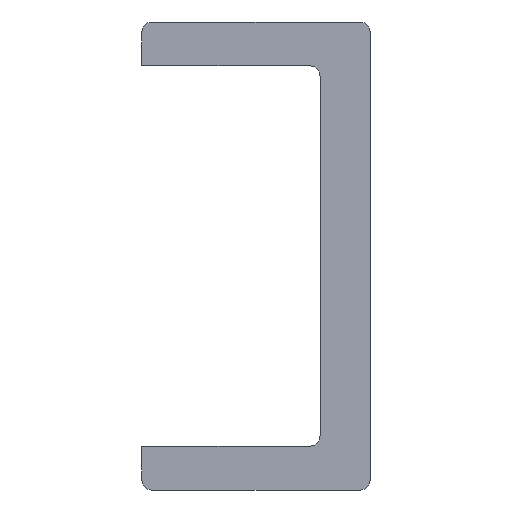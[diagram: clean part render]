
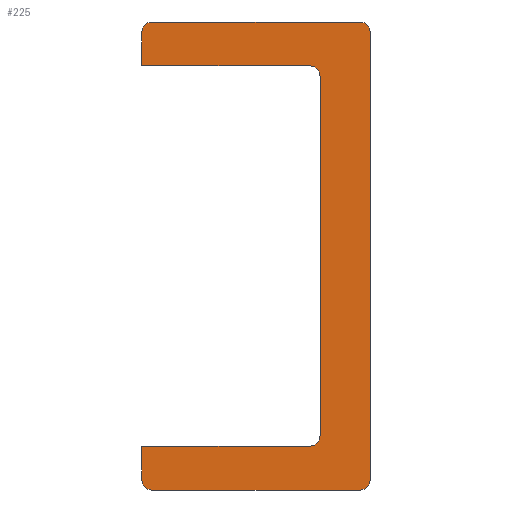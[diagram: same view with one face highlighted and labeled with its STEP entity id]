
A CAD part, front view. The second image highlights one B-rep face of the part: STEP entity #225.
In plain terms, the highlighted planar face has unit normal (0, -1, 0).
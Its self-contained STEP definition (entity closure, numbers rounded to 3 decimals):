
#225 = ADVANCED_FACE( '', ( #526 ), #527, .F. );
#526 = FACE_OUTER_BOUND( '', #931, .T. );
#527 = PLANE( '', #932 );
#931 = EDGE_LOOP( '', ( #1464, #1465, #1466, #1467, #1468, #1469, #1470, #1471, #1472, #1473, #1474, #1475, #1476, #1477 ) );
#932 = AXIS2_PLACEMENT_3D( '', #1478, #1479, #1480 );
#1464 = ORIENTED_EDGE( '', *, *, #1923, .F. );
#1465 = ORIENTED_EDGE( '', *, *, #1841, .T. );
#1466 = ORIENTED_EDGE( '', *, *, #1924, .F. );
#1467 = ORIENTED_EDGE( '', *, *, #1851, .T. );
#1468 = ORIENTED_EDGE( '', *, *, #1925, .F. );
#1469 = ORIENTED_EDGE( '', *, *, #1887, .F. );
#1470 = ORIENTED_EDGE( '', *, *, #1895, .F. );
#1471 = ORIENTED_EDGE( '', *, *, #1926, .F. );
#1472 = ORIENTED_EDGE( '', *, *, #1911, .F. );
#1473 = ORIENTED_EDGE( '', *, *, #1927, .F. );
#1474 = ORIENTED_EDGE( '', *, *, #1928, .F. );
#1475 = ORIENTED_EDGE( '', *, *, #1846, .T. );
#1476 = ORIENTED_EDGE( '', *, *, #1909, .F. );
#1477 = ORIENTED_EDGE( '', *, *, #1780, .T. );
#1478 = CARTESIAN_POINT( '', ( -10.5, 0., 21.5 ) );
#1479 = DIRECTION( '', ( 0., 1., 0. ) );
#1480 = DIRECTION( '', ( 0., 0., 1. ) );
#1780 = EDGE_CURVE( '', #2024, #2022, #2025, .F. );
#1841 = EDGE_CURVE( '', #2124, #2122, #2125, .F. );
#1846 = EDGE_CURVE( '', #2133, #2131, #2134, .F. );
#1851 = EDGE_CURVE( '', #2142, #2140, #2143, .F. );
#1887 = EDGE_CURVE( '', #2198, #2199, #2200, .T. );
#1895 = EDGE_CURVE( '', #2212, #2198, #2213, .T. );
#1909 = EDGE_CURVE( '', #2024, #2131, #2233, .T. );
#1911 = EDGE_CURVE( '', #2235, #2236, #2237, .T. );
#1923 = EDGE_CURVE( '', #2124, #2022, #2255, .T. );
#1924 = EDGE_CURVE( '', #2142, #2122, #2256, .T. );
#1925 = EDGE_CURVE( '', #2199, #2140, #2257, .T. );
#1926 = EDGE_CURVE( '', #2236, #2212, #2258, .T. );
#1927 = EDGE_CURVE( '', #2259, #2235, #2260, .T. );
#1928 = EDGE_CURVE( '', #2133, #2259, #2261, .T. );
#2022 = VERTEX_POINT( '', #2383 );
#2024 = VERTEX_POINT( '', #2386 );
#2025 = CIRCLE( '', #2387, 0.9 );
#2122 = VERTEX_POINT( '', #2485 );
#2124 = VERTEX_POINT( '', #2488 );
#2125 = CIRCLE( '', #2489, 0.9 );
#2131 = VERTEX_POINT( '', #2496 );
#2133 = VERTEX_POINT( '', #2499 );
#2134 = CIRCLE( '', #2500, 0.9 );
#2140 = VERTEX_POINT( '', #2507 );
#2142 = VERTEX_POINT( '', #2510 );
#2143 = CIRCLE( '', #2511, 0.9 );
#2198 = VERTEX_POINT( '', #2567 );
#2199 = VERTEX_POINT( '', #2568 );
#2200 = LINE( '', #2569, #2570 );
#2212 = VERTEX_POINT( '', #2585 );
#2213 = CIRCLE( '', #2586, 1. );
#2233 = LINE( '', #2608, #2609 );
#2235 = VERTEX_POINT( '', #2611 );
#2236 = VERTEX_POINT( '', #2612 );
#2237 = CIRCLE( '', #2613, 1. );
#2255 = LINE( '', #2633, #2634 );
#2256 = LINE( '', #2635, #2636 );
#2257 = LINE( '', #2637, #2638 );
#2258 = LINE( '', #2639, #2640 );
#2259 = VERTEX_POINT( '', #2641 );
#2260 = LINE( '', #2642, #2643 );
#2261 = LINE( '', #2644, #2645 );
#2383 = CARTESIAN_POINT( '', ( 10.5, 0., -20.6 ) );
#2386 = CARTESIAN_POINT( '', ( 9.6, 0., -21.5 ) );
#2387 = AXIS2_PLACEMENT_3D( '', #2778, #2779, #2780 );
#2485 = CARTESIAN_POINT( '', ( 9.6, 0., 21.5 ) );
#2488 = CARTESIAN_POINT( '', ( 10.5, 0., 20.6 ) );
#2489 = AXIS2_PLACEMENT_3D( '', #2891, #2892, #2893 );
#2496 = CARTESIAN_POINT( '', ( -9.6, 0., -21.5 ) );
#2499 = CARTESIAN_POINT( '', ( -10.5, 0., -20.6 ) );
#2500 = AXIS2_PLACEMENT_3D( '', #2899, #2900, #2901 );
#2507 = CARTESIAN_POINT( '', ( -10.5, 0., 20.6 ) );
#2510 = CARTESIAN_POINT( '', ( -9.6, 0., 21.5 ) );
#2511 = AXIS2_PLACEMENT_3D( '', #2907, #2908, #2909 );
#2567 = CARTESIAN_POINT( '', ( 4.9, 0., 17.5 ) );
#2568 = CARTESIAN_POINT( '', ( -10.5, 0., 17.5 ) );
#2569 = CARTESIAN_POINT( '', ( 4.9, 0., 17.5 ) );
#2570 = VECTOR( '', #2968, 1000. );
#2585 = CARTESIAN_POINT( '', ( 5.9, 0., 16.5 ) );
#2586 = AXIS2_PLACEMENT_3D( '', #2978, #2979, #2980 );
#2608 = CARTESIAN_POINT( '', ( 10.5, 0., -21.5 ) );
#2609 = VECTOR( '', #3001, 1000. );
#2611 = CARTESIAN_POINT( '', ( 4.9, 0., -17.5 ) );
#2612 = CARTESIAN_POINT( '', ( 5.9, 0., -16.5 ) );
#2613 = AXIS2_PLACEMENT_3D( '', #3002, #3003, #3004 );
#2633 = CARTESIAN_POINT( '', ( 10.5, 0., 21.5 ) );
#2634 = VECTOR( '', #3022, 1000. );
#2635 = CARTESIAN_POINT( '', ( -10.5, 0., 21.5 ) );
#2636 = VECTOR( '', #3023, 1000. );
#2637 = CARTESIAN_POINT( '', ( -10.5, 0., -21.5 ) );
#2638 = VECTOR( '', #3024, 1000. );
#2639 = CARTESIAN_POINT( '', ( 5.9, 0., 16.5 ) );
#2640 = VECTOR( '', #3025, 1000. );
#2641 = CARTESIAN_POINT( '', ( -10.5, 0., -17.5 ) );
#2642 = CARTESIAN_POINT( '', ( 4.9, 0., -17.5 ) );
#2643 = VECTOR( '', #3026, 1000. );
#2644 = CARTESIAN_POINT( '', ( -10.5, 0., -21.5 ) );
#2645 = VECTOR( '', #3027, 1000. );
#2778 = CARTESIAN_POINT( '', ( 9.6, 0., -20.6 ) );
#2779 = DIRECTION( '', ( 0., 1., 0. ) );
#2780 = DIRECTION( '', ( 0., 0., 1. ) );
#2891 = CARTESIAN_POINT( '', ( 9.6, 0., 20.6 ) );
#2892 = DIRECTION( '', ( 0., 1., 0. ) );
#2893 = DIRECTION( '', ( 0., 0., 1. ) );
#2899 = CARTESIAN_POINT( '', ( -9.6, 0., -20.6 ) );
#2900 = DIRECTION( '', ( 0., 1., 0. ) );
#2901 = DIRECTION( '', ( 0., 0., 1. ) );
#2907 = CARTESIAN_POINT( '', ( -9.6, 0., 20.6 ) );
#2908 = DIRECTION( '', ( 0., 1., 0. ) );
#2909 = DIRECTION( '', ( 0., 0., 1. ) );
#2968 = DIRECTION( '', ( -1., 0., 0. ) );
#2978 = CARTESIAN_POINT( '', ( 4.9, 0., 16.5 ) );
#2979 = DIRECTION( '', ( 0., -1., 0. ) );
#2980 = DIRECTION( '', ( -1., 0., 0. ) );
#3001 = DIRECTION( '', ( -1., 0., 0. ) );
#3002 = CARTESIAN_POINT( '', ( 4.9, 0., -16.5 ) );
#3003 = DIRECTION( '', ( 0., -1., 0. ) );
#3004 = DIRECTION( '', ( -1., 0., 0. ) );
#3022 = DIRECTION( '', ( 0., 0., -1. ) );
#3023 = DIRECTION( '', ( 1., 0., 0. ) );
#3024 = DIRECTION( '', ( 0., 0., 1. ) );
#3025 = DIRECTION( '', ( 0., 0., 1. ) );
#3026 = DIRECTION( '', ( 1., 0., 0. ) );
#3027 = DIRECTION( '', ( 0., 0., 1. ) );
